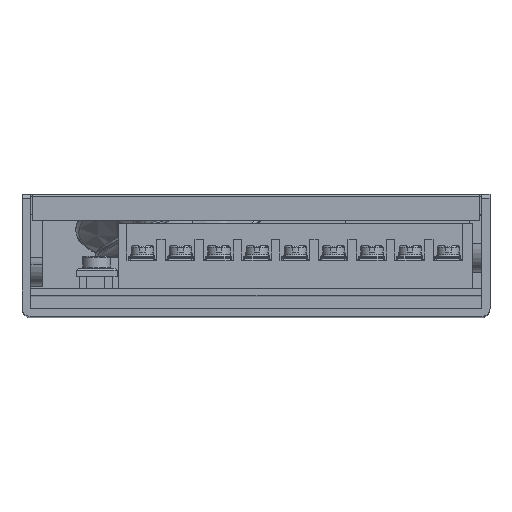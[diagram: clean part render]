
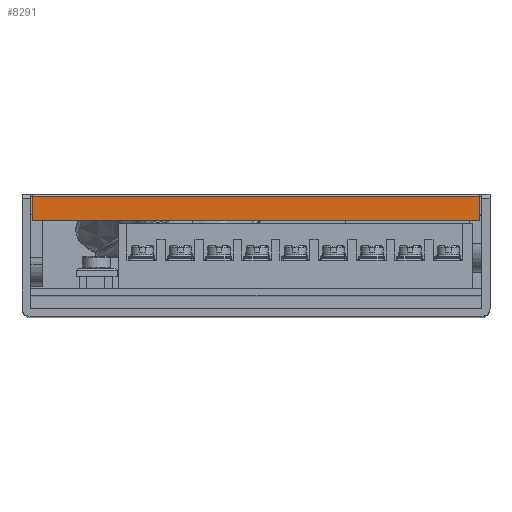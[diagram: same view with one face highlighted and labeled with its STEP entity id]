
A CAD part, top view. The second image highlights one B-rep face of the part: STEP entity #8291.
In plain terms, the highlighted planar face has unit normal (0, 0, 1).
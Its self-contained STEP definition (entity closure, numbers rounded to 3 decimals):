
#1379 = VECTOR ( 'NONE', #3800, 1000. ) ;
#1885 = CARTESIAN_POINT ( 'NONE',  ( 54.9, 29.5, 92.5 ) ) ;
#2329 = CARTESIAN_POINT ( 'NONE',  ( -55.5, 23.5, 92.5 ) ) ;
#2855 = CARTESIAN_POINT ( 'NONE',  ( -55.5, 29.5, 92.5 ) ) ;
#3800 = DIRECTION ( 'NONE',  ( 0., 1., 0. ) ) ;
#6287 = VERTEX_POINT ( 'NONE', #24317 ) ;
#7454 = VECTOR ( 'NONE', #34233, 1000. ) ;
#8291 = ADVANCED_FACE ( 'NONE', ( #16579 ), #33828, .T. ) ;
#10149 = VECTOR ( 'NONE', #22914, 1000. ) ;
#11404 = CARTESIAN_POINT ( 'NONE',  ( 54.9, 23.5, 92.5 ) ) ;
#14042 = VERTEX_POINT ( 'NONE', #27272 ) ;
#14162 = DIRECTION ( 'NONE',  ( 0., 0., 1. ) ) ;
#14165 = DIRECTION ( 'NONE',  ( -1., 0., 0. ) ) ;
#14719 = LINE ( 'NONE', #2855, #22700 ) ;
#15319 = EDGE_CURVE ( 'NONE', #6287, #14042, #20128, .T. ) ;
#16579 = FACE_OUTER_BOUND ( 'NONE', #29640, .T. ) ;
#18812 = EDGE_CURVE ( 'NONE', #26348, #34214, #14719, .T. ) ;
#19616 = EDGE_CURVE ( 'NONE', #6287, #34214, #24011, .T. ) ;
#20128 = LINE ( 'NONE', #2329, #10149 ) ;
#21201 = ORIENTED_EDGE ( 'NONE', *, *, #22793, .T. ) ;
#21963 = DIRECTION ( 'NONE',  ( 1., 0., 0. ) ) ;
#22388 = CARTESIAN_POINT ( 'NONE',  ( -54.9, 29.5, 92.5 ) ) ;
#22700 = VECTOR ( 'NONE', #14165, 1000. ) ;
#22793 = EDGE_CURVE ( 'NONE', #14042, #26348, #34407, .T. ) ;
#22914 = DIRECTION ( 'NONE',  ( 1., 0., 0. ) ) ;
#23255 = ORIENTED_EDGE ( 'NONE', *, *, #19616, .F. ) ;
#24011 = LINE ( 'NONE', #26980, #1379 ) ;
#24317 = CARTESIAN_POINT ( 'NONE',  ( -54.9, 23.5, 92.5 ) ) ;
#25097 = AXIS2_PLACEMENT_3D ( 'NONE', #25106, #14162, #21963 ) ;
#25106 = CARTESIAN_POINT ( 'NONE',  ( -55.5, 23.5, 92.5 ) ) ;
#25790 = ORIENTED_EDGE ( 'NONE', *, *, #18812, .T. ) ;
#26348 = VERTEX_POINT ( 'NONE', #1885 ) ;
#26980 = CARTESIAN_POINT ( 'NONE',  ( -54.9, 23.5, 92.5 ) ) ;
#27272 = CARTESIAN_POINT ( 'NONE',  ( 54.9, 23.5, 92.5 ) ) ;
#29640 = EDGE_LOOP ( 'NONE', ( #21201, #25790, #23255, #31453 ) ) ;
#31453 = ORIENTED_EDGE ( 'NONE', *, *, #15319, .T. ) ;
#33828 = PLANE ( 'NONE',  #25097 ) ;
#34214 = VERTEX_POINT ( 'NONE', #22388 ) ;
#34233 = DIRECTION ( 'NONE',  ( 0., 1., 0. ) ) ;
#34407 = LINE ( 'NONE', #11404, #7454 ) ;
